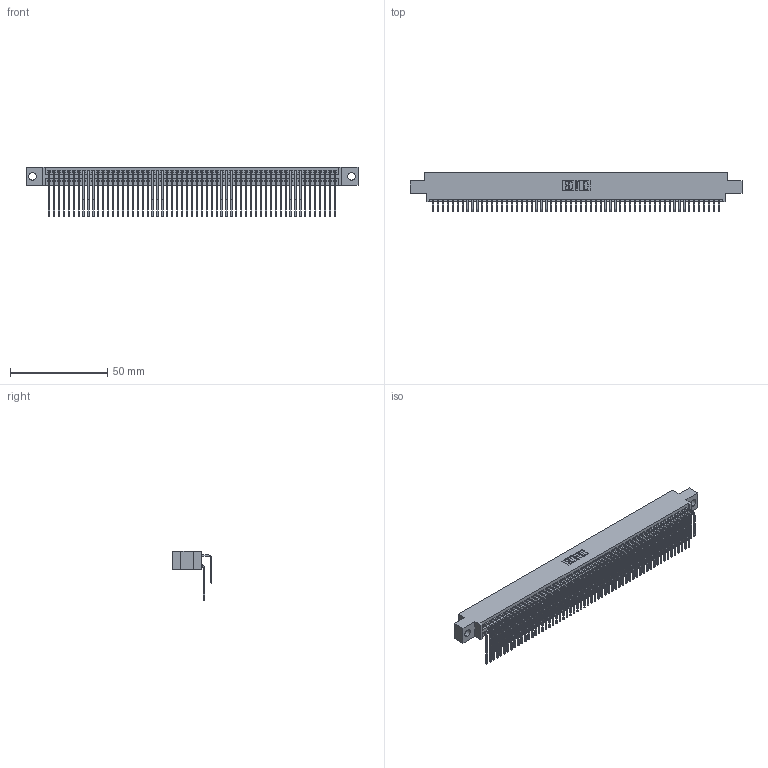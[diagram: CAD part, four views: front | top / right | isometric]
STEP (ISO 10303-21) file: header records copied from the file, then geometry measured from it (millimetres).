
FILE_DESCRIPTION (( 'STEP AP203' ), '1' );
FILE_NAME ('845-118-559-804.STEP', '2018-11-20T23:49:37', ( '' ), ( '' ), 'SwSTEP 2.0', 'SolidWorks 2016', '' );
FILE_SCHEMA (( 'CONFIG_CONTROL_DESIGN' ));
Length unit declared in the file: inch
Products named in the file (4): 845 Part_0.170 Offset - 0.156 Dia-TH; 345-292-001_558 559 Tail - 1; 345-292-001_559 Tail - 2; 845-118-559-804
Assembly tree (119 placements, depth 2):
  845-118-559-804
    845 Part_0.170 Offset - 0.156 Dia-TH
    345-292-001_558 559 Tail - 1  x59
    345-292-001_559 Tail - 2  x59
Bounding box: 171.07 x 20.56 x 25.53 mm (x, y, z)
Volume: 17255.1 mm3; surface area: 28994.7 mm2
Topology: 119 solids, 119 shells, 6266 faces, 18643 edges, 12270 vertices
Faces by surface type: plane 4214, cylinder 2052
Entity records: 45791 total; most frequent: CARTESIAN_POINT 7707, ORIENTED_EDGE 7590, DIRECTION 6747, EDGE_CURVE 3795, LINE 3387, VECTOR 3387, VERTEX_POINT 2526, AXIS2_PLACEMENT_3D 1680
